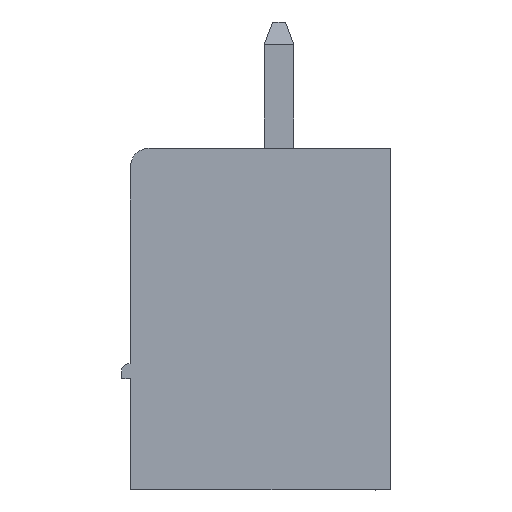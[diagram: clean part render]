
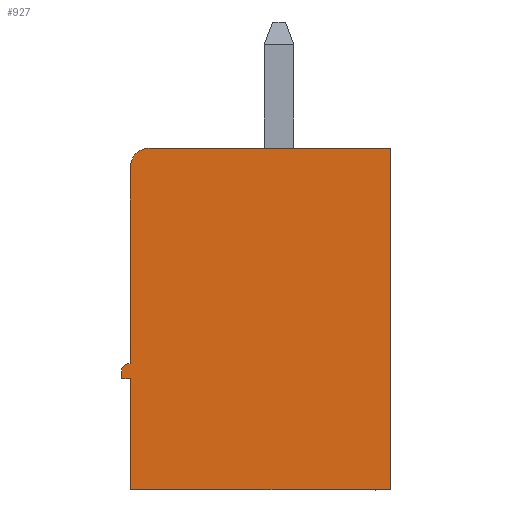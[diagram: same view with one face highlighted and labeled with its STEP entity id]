
A CAD part, left-side view. The second image highlights one B-rep face of the part: STEP entity #927.
In plain terms, the highlighted planar face has unit normal (-1, 0, 0).
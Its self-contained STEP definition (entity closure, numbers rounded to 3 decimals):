
#259=CIRCLE('',#22624,0.2);
#260=CIRCLE('',#22625,0.5);
#927=ADVANCED_FACE('',(#3189),#2101,.T.);
#2101=PLANE('',#22626);
#3189=FACE_OUTER_BOUND('',#4330,.T.);
#4330=EDGE_LOOP('',(#6957,#6958,#6959,#6960,#6961,#6962,#6963,#6964,#6965,
#6966));
#6957=ORIENTED_EDGE('',*,*,#14461,.F.);
#6958=ORIENTED_EDGE('',*,*,#14462,.F.);
#6959=ORIENTED_EDGE('',*,*,#14463,.F.);
#6960=ORIENTED_EDGE('',*,*,#14464,.F.);
#6961=ORIENTED_EDGE('',*,*,#14465,.F.);
#6962=ORIENTED_EDGE('',*,*,#14466,.F.);
#6963=ORIENTED_EDGE('',*,*,#14467,.F.);
#6964=ORIENTED_EDGE('',*,*,#14468,.F.);
#6965=ORIENTED_EDGE('',*,*,#14469,.F.);
#6966=ORIENTED_EDGE('',*,*,#14470,.F.);
#12114=VERTEX_POINT('',#31256);
#12115=VERTEX_POINT('',#31257);
#12116=VERTEX_POINT('',#31259);
#12117=VERTEX_POINT('',#31261);
#12118=VERTEX_POINT('',#31263);
#12119=VERTEX_POINT('',#31265);
#12120=VERTEX_POINT('',#31267);
#12121=VERTEX_POINT('',#31269);
#12122=VERTEX_POINT('',#31271);
#12123=VERTEX_POINT('',#31273);
#14461=EDGE_CURVE('',#12114,#12115,#17553,.T.);
#14462=EDGE_CURVE('',#12116,#12114,#17554,.T.);
#14463=EDGE_CURVE('',#12117,#12116,#259,.T.);
#14464=EDGE_CURVE('',#12118,#12117,#17555,.T.);
#14465=EDGE_CURVE('',#12119,#12118,#17556,.T.);
#14466=EDGE_CURVE('',#12120,#12119,#17557,.T.);
#14467=EDGE_CURVE('',#12121,#12120,#17558,.T.);
#14468=EDGE_CURVE('',#12122,#12121,#17559,.T.);
#14469=EDGE_CURVE('',#12123,#12122,#17560,.T.);
#14470=EDGE_CURVE('',#12115,#12123,#260,.T.);
#17553=LINE('',#31255,#20400);
#17554=LINE('',#31258,#20401);
#17555=LINE('',#31262,#20402);
#17556=LINE('',#31264,#20403);
#17557=LINE('',#31266,#20404);
#17558=LINE('',#31268,#20405);
#17559=LINE('',#31270,#20406);
#17560=LINE('',#31272,#20407);
#20400=VECTOR('',#25334,1.);
#20401=VECTOR('',#25335,1.);
#20402=VECTOR('',#25338,1.);
#20403=VECTOR('',#25339,1.);
#20404=VECTOR('',#25340,1.);
#20405=VECTOR('',#25341,1.);
#20406=VECTOR('',#25342,1.);
#20407=VECTOR('',#25343,1.);
#22624=AXIS2_PLACEMENT_3D('',#31260,#25336,#25337);
#22625=AXIS2_PLACEMENT_3D('',#31274,#25344,#25345);
#22626=AXIS2_PLACEMENT_3D('',#31275,#25346,#25347);
#25334=DIRECTION('',(0.,0.,1.));
#25335=DIRECTION('',(0.,-1.,0.));
#25336=DIRECTION('',(1.,0.,0.));
#25337=DIRECTION('',(0.,1.,0.));
#25338=DIRECTION('',(0.,0.,1.));
#25339=DIRECTION('',(0.,1.,0.));
#25340=DIRECTION('',(0.,0.,1.));
#25341=DIRECTION('',(0.,1.,0.));
#25342=DIRECTION('',(0.,0.,-1.));
#25343=DIRECTION('',(0.,-1.,0.));
#25344=DIRECTION('',(1.,0.,0.));
#25345=DIRECTION('',(0.,1.,0.));
#25346=DIRECTION('',(-1.,0.,0.));
#25347=DIRECTION('',(0.,0.,1.));
#31255=CARTESIAN_POINT('',(-46.33,7.05,-149.8));
#31256=CARTESIAN_POINT('',(-46.33,7.05,-149.8));
#31257=CARTESIAN_POINT('',(-46.33,7.05,-144.5));
#31258=CARTESIAN_POINT('',(-46.33,7.09,-149.8));
#31259=CARTESIAN_POINT('',(-46.33,7.09,-149.8));
#31260=CARTESIAN_POINT('',(-46.33,7.09,-150.));
#31261=CARTESIAN_POINT('',(-46.33,7.29,-150.));
#31262=CARTESIAN_POINT('',(-46.33,7.29,-150.2));
#31263=CARTESIAN_POINT('',(-46.33,7.29,-150.2));
#31264=CARTESIAN_POINT('',(-46.33,7.05,-150.2));
#31265=CARTESIAN_POINT('',(-46.33,7.05,-150.2));
#31266=CARTESIAN_POINT('',(-46.33,7.05,-153.2));
#31267=CARTESIAN_POINT('',(-46.33,7.05,-153.2));
#31268=CARTESIAN_POINT('',(-46.33,0.05,-153.2));
#31269=CARTESIAN_POINT('',(-46.33,0.05,-153.2));
#31270=CARTESIAN_POINT('',(-46.33,0.05,-144.));
#31271=CARTESIAN_POINT('',(-46.33,0.05,-144.));
#31272=CARTESIAN_POINT('',(-46.33,6.55,-144.));
#31273=CARTESIAN_POINT('',(-46.33,6.55,-144.));
#31274=CARTESIAN_POINT('',(-46.33,6.55,-144.5));
#31275=CARTESIAN_POINT('',(-46.33,3.55,-153.2));
